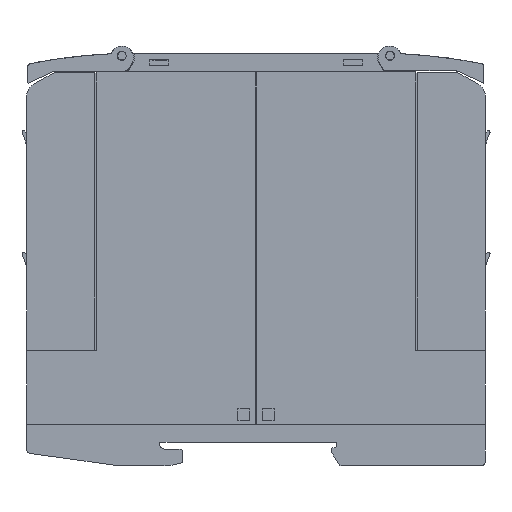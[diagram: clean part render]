
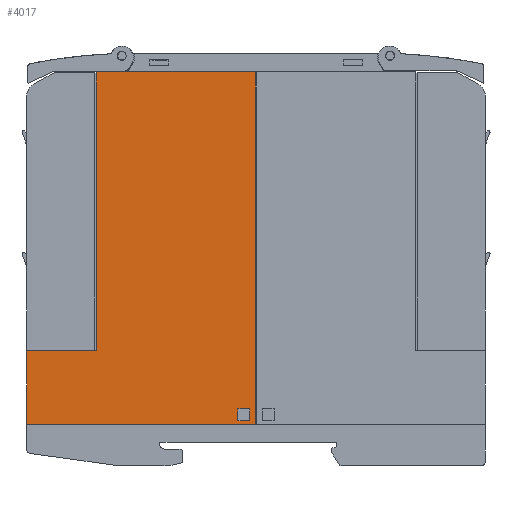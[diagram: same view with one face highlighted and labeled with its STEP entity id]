
A CAD part, left-side view. The second image highlights one B-rep face of the part: STEP entity #4017.
In plain terms, the highlighted planar face has unit normal (-1, 0, 0).
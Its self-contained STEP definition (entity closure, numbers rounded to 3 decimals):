
#4017=ADVANCED_FACE('',(#8167,#8168),#8169,.T.);
#8167=FACE_OUTER_BOUND('',#12351,.T.);
#8168=FACE_BOUND('',#12352,.T.);
#8169=PLANE('',#12353);
#12351=EDGE_LOOP('',(#25171,#25172,#25173,#25174,#25175,#25176));
#12352=EDGE_LOOP('',(#25177,#25178,#25179,#25180));
#12353=AXIS2_PLACEMENT_3D('',#25181,#25182,#25183);
#25171=ORIENTED_EDGE('',*,*,#26939,.T.);
#25172=ORIENTED_EDGE('',*,*,#30591,.F.);
#25173=ORIENTED_EDGE('',*,*,#30575,.T.);
#25174=ORIENTED_EDGE('',*,*,#30478,.T.);
#25175=ORIENTED_EDGE('',*,*,#30595,.T.);
#25176=ORIENTED_EDGE('',*,*,#30587,.T.);
#25177=ORIENTED_EDGE('',*,*,#30580,.T.);
#25178=ORIENTED_EDGE('',*,*,#30561,.T.);
#25179=ORIENTED_EDGE('',*,*,#30569,.T.);
#25180=ORIENTED_EDGE('',*,*,#30584,.T.);
#25181=CARTESIAN_POINT('',(0.05,75.98,9.001));
#25182=DIRECTION('',(-1.0,0.0,0.0));
#25183=DIRECTION('',(0.0,1.0,0.0));
#26939=EDGE_CURVE('',#32833,#32830,#32834,.T.);
#30478=EDGE_CURVE('',#38086,#38084,#38087,.T.);
#30561=EDGE_CURVE('',#38212,#38210,#38213,.T.);
#30569=EDGE_CURVE('',#38210,#38221,#38223,.T.);
#30575=EDGE_CURVE('',#38232,#38086,#38233,.T.);
#30580=EDGE_CURVE('',#38240,#38212,#38241,.T.);
#30584=EDGE_CURVE('',#38221,#38240,#38245,.T.);
#30587=EDGE_CURVE('',#38249,#32833,#38250,.T.);
#30591=EDGE_CURVE('',#38232,#32830,#38254,.T.);
#30595=EDGE_CURVE('',#38084,#38249,#38258,.T.);
#32830=VERTEX_POINT('',#41598);
#32833=VERTEX_POINT('',#41602);
#32834=LINE('',#41603,#41604);
#38084=VERTEX_POINT('',#49523);
#38086=VERTEX_POINT('',#49526);
#38087=LINE('',#49527,#49528);
#38210=VERTEX_POINT('',#49711);
#38212=VERTEX_POINT('',#49714);
#38213=LINE('',#49715,#49716);
#38221=VERTEX_POINT('',#49728);
#38223=LINE('',#49731,#49732);
#38232=VERTEX_POINT('',#49745);
#38233=LINE('',#49746,#49747);
#38240=VERTEX_POINT('',#49757);
#38241=LINE('',#49758,#49759);
#38245=LINE('',#49765,#49766);
#38249=VERTEX_POINT('',#49771);
#38250=LINE('',#49772,#49773);
#38254=LINE('',#49779,#49780);
#38258=LINE('',#49785,#49786);
#41598=CARTESIAN_POINT('',(0.05,100.93,25.101));
#41602=CARTESIAN_POINT('',(0.05,85.83,25.101));
#41603=CARTESIAN_POINT('',(0.05,84.705,25.101));
#41604=VECTOR('',#51302,1.0);
#49523=CARTESIAN_POINT('',(0.05,51.03,85.801));
#49526=CARTESIAN_POINT('',(0.05,51.03,9.001));
#49527=CARTESIAN_POINT('',(0.05,51.03,9.001));
#49528=VECTOR('',#54613,1.0);
#49711=CARTESIAN_POINT('',(0.05,54.93,9.801));
#49714=CARTESIAN_POINT('',(0.05,52.33,9.801));
#49715=CARTESIAN_POINT('',(0.05,64.805,9.801));
#49716=VECTOR('',#54675,1.0);
#49728=CARTESIAN_POINT('',(0.05,54.93,12.401));
#49731=CARTESIAN_POINT('',(0.05,54.93,10.051));
#49732=VECTOR('',#54681,1.0);
#49745=CARTESIAN_POINT('',(0.05,100.93,9.001));
#49746=CARTESIAN_POINT('',(0.05,100.93,9.001));
#49747=VECTOR('',#54686,1.0);
#49757=CARTESIAN_POINT('',(0.05,52.33,12.401));
#49758=CARTESIAN_POINT('',(0.05,52.33,10.051));
#49759=VECTOR('',#54690,1.0);
#49765=CARTESIAN_POINT('',(0.05,64.805,12.401));
#49766=VECTOR('',#54693,1.0);
#49771=CARTESIAN_POINT('',(0.05,85.83,85.801));
#49772=CARTESIAN_POINT('',(0.05,85.83,32.226));
#49773=VECTOR('',#54695,1.0);
#49779=CARTESIAN_POINT('',(0.05,100.93,9.001));
#49780=VECTOR('',#54698,1.0);
#49785=CARTESIAN_POINT('',(0.05,100.93,85.801));
#49786=VECTOR('',#54700,1.0);
#51302=DIRECTION('',(0.0,1.0,0.0));
#54613=DIRECTION('',(0.0,0.0,1.0));
#54675=DIRECTION('',(0.0,1.0,0.0));
#54681=DIRECTION('',(0.0,0.0,1.0));
#54686=DIRECTION('',(0.0,-1.0,0.0));
#54690=DIRECTION('',(0.0,0.0,-1.0));
#54693=DIRECTION('',(0.0,-1.0,0.0));
#54695=DIRECTION('',(0.0,0.0,-1.0));
#54698=DIRECTION('',(0.0,0.0,1.0));
#54700=DIRECTION('',(0.0,1.0,0.0));
